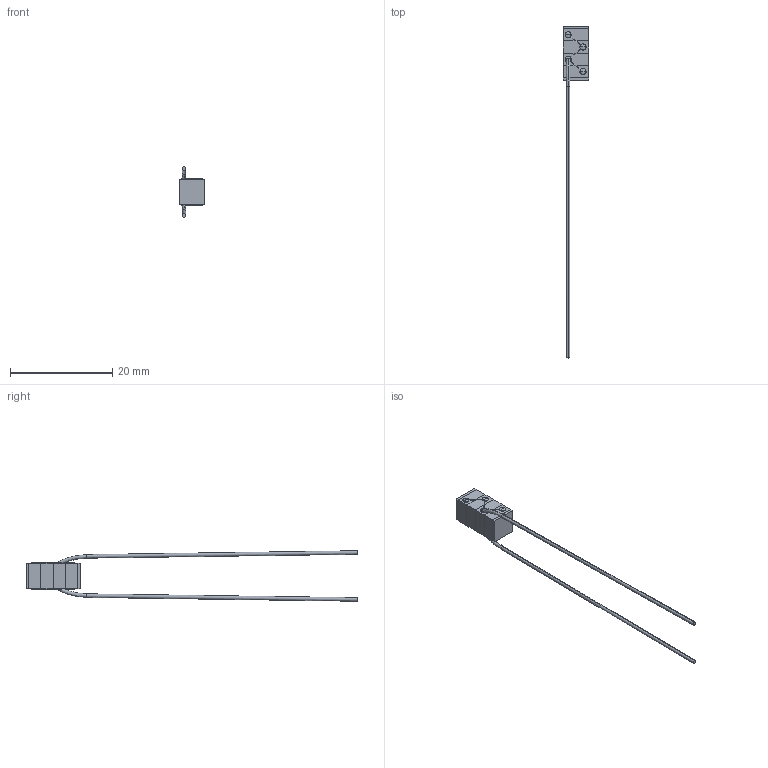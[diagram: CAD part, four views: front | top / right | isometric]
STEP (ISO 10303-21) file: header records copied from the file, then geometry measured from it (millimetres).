
FILE_DESCRIPTION (( 'STEP AP214' ), '1' );
FILE_NAME ('PK2FMP2.STEP', '2014-07-31T05:14:08', ( '' ), ( '' ), 'SwSTEP 2.0', 'SolidWorks 2012', '' );
FILE_SCHEMA (( 'AUTOMOTIVE_DESIGN' ));
Length unit declared in the file: millimetre
Products named in the file (1): PK2FMP2
Bounding box: 5 x 64.88 x 9.87 mm (x, y, z)
Volume: 310.9 mm3; surface area: 770.9 mm2
Topology: 3 solids, 3 shells, 108 faces, 278 edges, 170 vertices
Faces by surface type: plane 44, cylinder 42, sphere 18, bspline 4
Entity records: 4320 total; most frequent: CARTESIAN_POINT 1289, ORIENTED_EDGE 556, DIRECTION 510, EDGE_CURVE 278, AXIS2_PLACEMENT_3D 187, VERTEX_POINT 170, LINE 136, VECTOR 136
